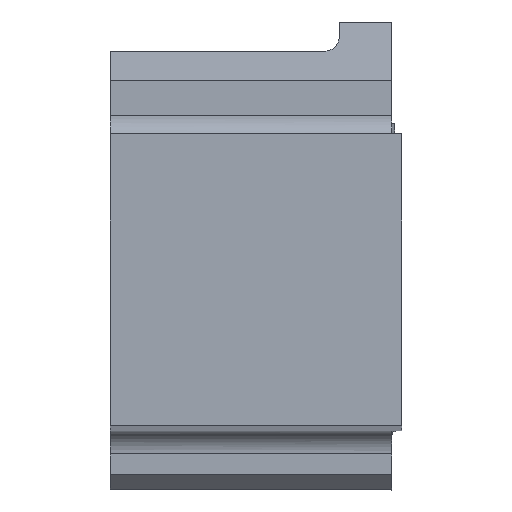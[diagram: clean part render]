
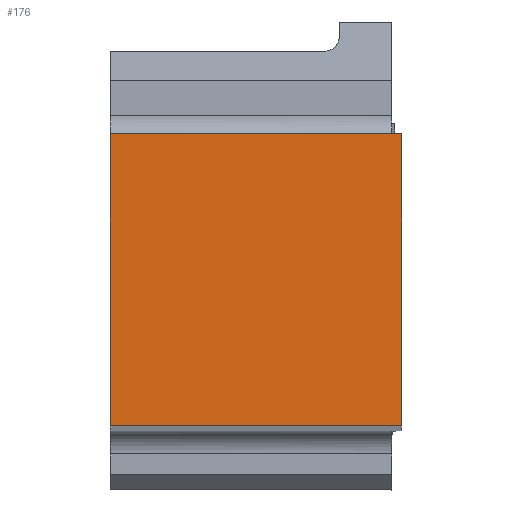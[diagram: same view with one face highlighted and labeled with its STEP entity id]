
A CAD part, top view. The second image highlights one B-rep face of the part: STEP entity #176.
In plain terms, the highlighted planar face has unit normal (0, 0, 1).
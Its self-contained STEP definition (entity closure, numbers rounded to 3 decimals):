
#176=ADVANCED_FACE('',(#362),#288,.T.);
#288=PLANE('',#2878);
#362=FACE_OUTER_BOUND('',#490,.T.);
#490=EDGE_LOOP('',(#808,#809,#810,#811));
#808=ORIENTED_EDGE('',*,*,#1758,.T.);
#809=ORIENTED_EDGE('',*,*,#1739,.F.);
#810=ORIENTED_EDGE('',*,*,#1757,.F.);
#811=ORIENTED_EDGE('',*,*,#1759,.F.);
#1440=VERTEX_POINT('',#4498);
#1441=VERTEX_POINT('',#4500);
#1455=VERTEX_POINT('',#4546);
#1456=VERTEX_POINT('',#4550);
#1739=EDGE_CURVE('',#1440,#1441,#2390,.T.);
#1757=EDGE_CURVE('',#1455,#1440,#2404,.T.);
#1758=EDGE_CURVE('',#1456,#1441,#2405,.T.);
#1759=EDGE_CURVE('',#1456,#1455,#2406,.T.);
#2390=LINE('',#4499,#2594);
#2404=LINE('',#4547,#2608);
#2405=LINE('',#4549,#2609);
#2406=LINE('',#4551,#2610);
#2594=VECTOR('',#3238,1.);
#2608=VECTOR('',#3264,1.);
#2609=VECTOR('',#3267,1.);
#2610=VECTOR('',#3268,1.);
#2878=AXIS2_PLACEMENT_3D('',#4552,#3269,#3270);
#3238=DIRECTION('',(0.,1.,0.));
#3264=DIRECTION('',(-1.,0.,0.));
#3267=DIRECTION('',(-1.,0.,0.));
#3268=DIRECTION('',(0.,-1.,0.));
#3269=DIRECTION('',(0.,0.,1.));
#3270=DIRECTION('',(1.,0.,0.));
#4498=CARTESIAN_POINT('',(0.,0.,0.));
#4499=CARTESIAN_POINT('',(0.,0.,0.));
#4500=CARTESIAN_POINT('',(0.,10.,0.));
#4546=CARTESIAN_POINT('',(10.,0.,0.));
#4547=CARTESIAN_POINT('',(10.,0.,0.));
#4549=CARTESIAN_POINT('',(10.,10.,0.));
#4550=CARTESIAN_POINT('',(10.,10.,0.));
#4551=CARTESIAN_POINT('',(10.,10.,0.));
#4552=CARTESIAN_POINT('',(5.,5.,0.));
